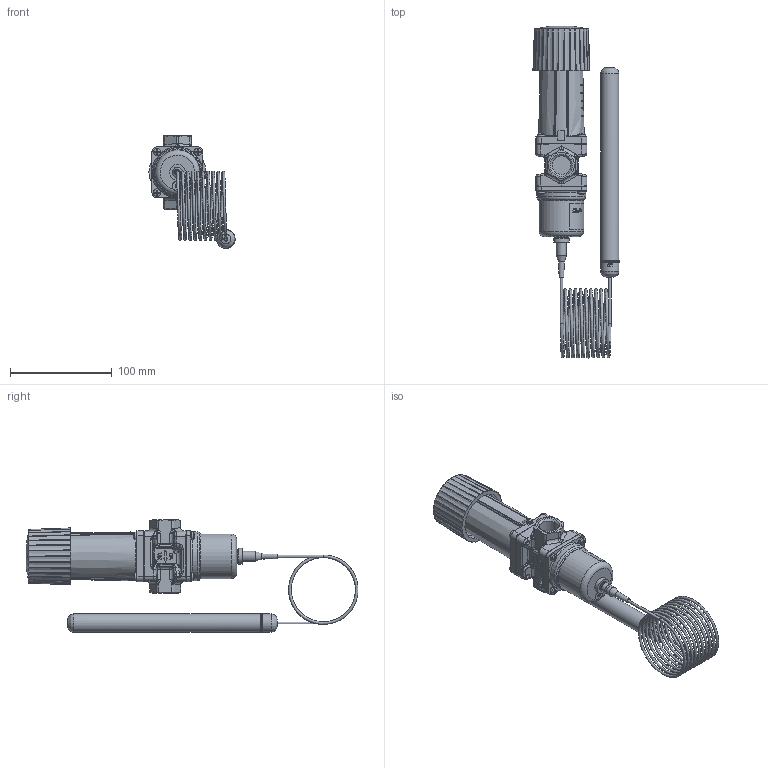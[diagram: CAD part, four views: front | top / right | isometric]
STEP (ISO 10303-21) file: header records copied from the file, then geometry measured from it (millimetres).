
FILE_DESCRIPTION((''),'2;1');
FILE_NAME('WEB003N6132.step','2014-10-17T13:55:59',(''),(''),'Autodesk Inventor 2012','Autodesk Inventor 2012','');
FILE_SCHEMA(('AUTOMOTIVE_DESIGN { 1 2 10303 214 0 1 1 1 }'));
Length unit declared in the file: millimetre
Products named in the file (1): WEB003N6132
Bounding box: 84.6 x 325.8 x 110.6 mm (x, y, z)
Volume: 420197.9 mm3; surface area: 92387.1 mm2
Topology: 1 solids, 23 shells, 2235 faces, 5735 edges, 3603 vertices
Faces by surface type: plane 981, bspline 728, cylinder 311, cone 149, torus 47, sphere 19
Full cylindrical faces by diameter (mm): 2.5 x4, 2.9 x1, 3.3 x5, 3.9 x2, 4 x2, 4.23 x4, 4.5 x2, 5 x9, 5.8 x8, 5.9 x8, 6 x1, 6.7 x2, 7 x2, 7.5 x8, 7.95 x1, 8 x1, 8.7 x4, 9.9 x1, 10 x2, 11.9 x1, 12.2 x1, 14 x1, 15.5 x1, 17 x2, 17.2 x1, 18 x1, 18.32 x2, 40 x1, 43.75 x1, 46.7 x1
Entity records: 85553 total; most frequent: CARTESIAN_POINT 35598, ORIENTED_EDGE 10792, DIRECTION 8206, EDGE_CURVE 5396, VERTEX_POINT 3525, AXIS2_PLACEMENT_3D 2962, EDGE_LOOP 2595, VECTOR 2282
